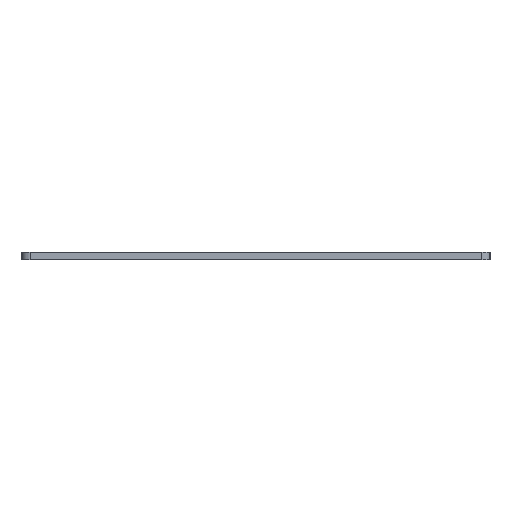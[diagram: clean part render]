
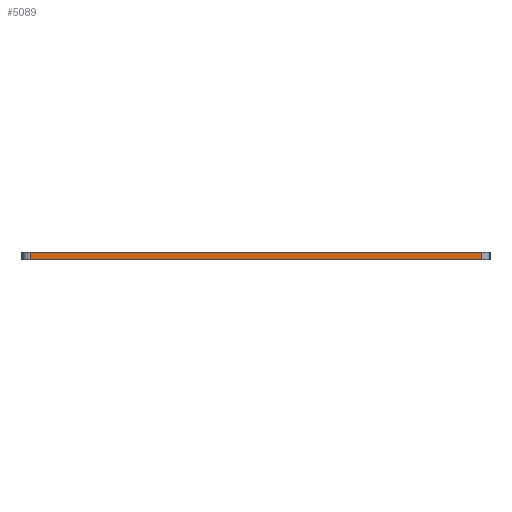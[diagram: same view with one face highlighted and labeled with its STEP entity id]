
A CAD part, left-side view. The second image highlights one B-rep face of the part: STEP entity #5089.
In plain terms, the highlighted planar face has unit normal (-1, 0, 0).
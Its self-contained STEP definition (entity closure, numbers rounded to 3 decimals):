
#154 = VERTEX_POINT('',#155);
#155 = CARTESIAN_POINT('',(-18.585,12.263,0.));
#162 = EDGE_CURVE('',#163,#154,#165,.T.);
#163 = VERTEX_POINT('',#164);
#164 = CARTESIAN_POINT('',(-18.585,-79.837,0.));
#165 = LINE('',#166,#167);
#166 = CARTESIAN_POINT('',(-18.585,-79.837,0.));
#167 = VECTOR('',#168,1.);
#168 = DIRECTION('',(0.,1.,0.));
#2595 = VERTEX_POINT('',#2596);
#2596 = CARTESIAN_POINT('',(-18.585,12.263,1.6));
#2603 = EDGE_CURVE('',#2604,#2595,#2606,.T.);
#2604 = VERTEX_POINT('',#2605);
#2605 = CARTESIAN_POINT('',(-18.585,-79.837,1.6));
#2606 = LINE('',#2607,#2608);
#2607 = CARTESIAN_POINT('',(-18.585,-79.837,1.6));
#2608 = VECTOR('',#2609,1.);
#2609 = DIRECTION('',(0.,1.,0.));
#5059 = EDGE_CURVE('',#154,#2595,#5060,.T.);
#5060 = LINE('',#5061,#5062);
#5061 = CARTESIAN_POINT('',(-18.585,12.263,0.));
#5062 = VECTOR('',#5063,1.);
#5063 = DIRECTION('',(0.,0.,1.));
#5089 = ADVANCED_FACE('',(#5090),#5101,.T.);
#5090 = FACE_BOUND('',#5091,.T.);
#5091 = EDGE_LOOP('',(#5092,#5098,#5099,#5100));
#5092 = ORIENTED_EDGE('',*,*,#5093,.T.);
#5093 = EDGE_CURVE('',#163,#2604,#5094,.T.);
#5094 = LINE('',#5095,#5096);
#5095 = CARTESIAN_POINT('',(-18.585,-79.837,0.));
#5096 = VECTOR('',#5097,1.);
#5097 = DIRECTION('',(0.,0.,1.));
#5098 = ORIENTED_EDGE('',*,*,#2603,.T.);
#5099 = ORIENTED_EDGE('',*,*,#5059,.F.);
#5100 = ORIENTED_EDGE('',*,*,#162,.F.);
#5101 = PLANE('',#5102);
#5102 = AXIS2_PLACEMENT_3D('',#5103,#5104,#5105);
#5103 = CARTESIAN_POINT('',(-18.585,-79.837,0.));
#5104 = DIRECTION('',(-1.,0.,0.));
#5105 = DIRECTION('',(0.,1.,0.));
